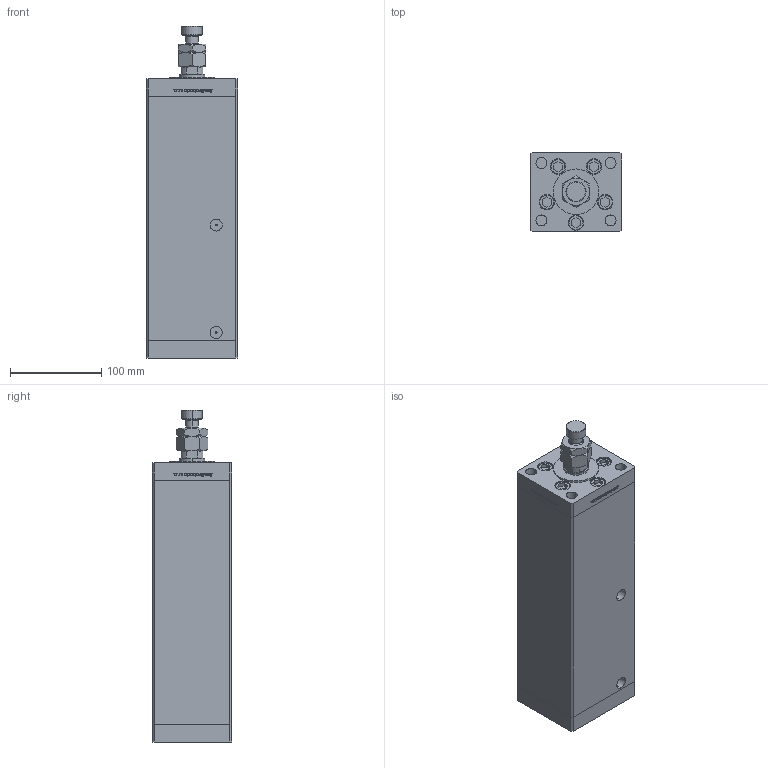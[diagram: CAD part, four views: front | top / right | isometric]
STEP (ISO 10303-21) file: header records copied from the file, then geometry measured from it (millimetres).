
FILE_DESCRIPTION (( 'STEP AP203' ), '1' );
FILE_NAME ('7a54.STEP', '2022-04-14T20:43:31', ( '' ), ( '' ), 'SwSTEP 2.0', 'SolidWorks 2019', '' );
FILE_SCHEMA (( 'CONFIG_CONTROL_DESIGN' ));
Length unit declared in the file: millimetre
Products named in the file (7): 7a54; MFA 986fa9f82e7e653ae7bfada8d79aab36; V220C_B MIDDLE 986fa9f82e7e653ae7bfada8d79aab36; ALLEN BOLT 986fa9f82e7e653ae7bfada8d79aab36; V220C_FRONT_B 986fa9f82e7e653ae7bfada8d79aab36; V220C_VC_B 986fa9f82e7e653ae7bfada8d79aab36; V220C BACK_B 986fa9f82e7e653ae7bfada8d79aab36
Assembly tree (15 placements, depth 2):
  7a54
    V220C_B MIDDLE 986fa9f82e7e653ae7bfada8d79aab36
    V220C BACK_B 986fa9f82e7e653ae7bfada8d79aab36
    V220C_FRONT_B 986fa9f82e7e653ae7bfada8d79aab36
    V220C_VC_B 986fa9f82e7e653ae7bfada8d79aab36
    ALLEN BOLT 986fa9f82e7e653ae7bfada8d79aab36  x10
    MFA 986fa9f82e7e653ae7bfada8d79aab36
Bounding box: 100 x 87 x 364.5 mm (x, y, z)
Volume: 2314843.9 mm3; surface area: 287569.8 mm2
Topology: 15 solids, 15 shells, 1237 faces, 3066 edges, 1999 vertices
Faces by surface type: bspline 484, plane 480, cylinder 151, cone 74, torus 48
Entity records: 53875 total; most frequent: CARTESIAN_POINT 30807, ORIENTED_EDGE 5300, DIRECTION 3052, EDGE_CURVE 2650, VERTEX_POINT 1747, LINE 1340, VECTOR 1340, EDGE_LOOP 1205
